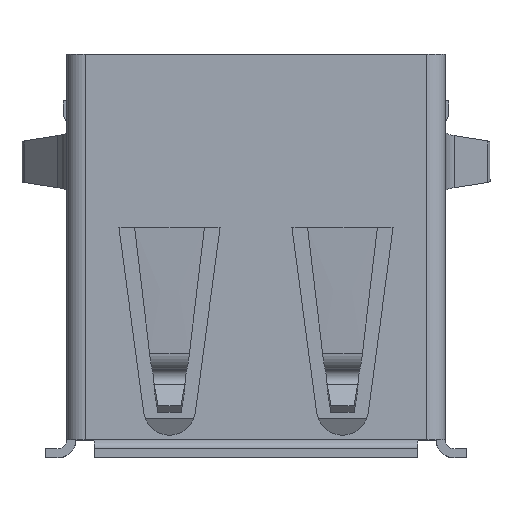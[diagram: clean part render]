
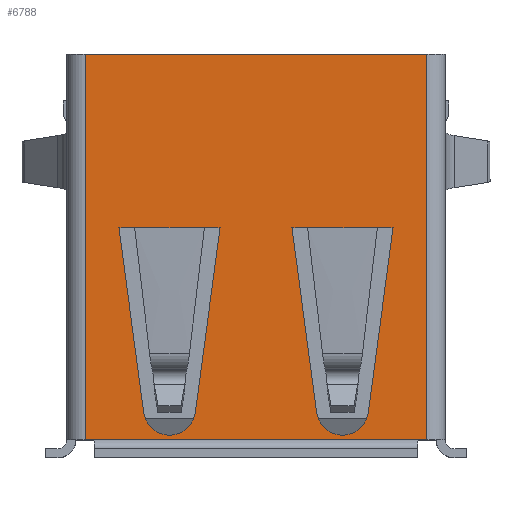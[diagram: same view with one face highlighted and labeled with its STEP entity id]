
A CAD part, top view. The second image highlights one B-rep face of the part: STEP entity #6788.
In plain terms, the highlighted planar face has unit normal (0, 0, 1).
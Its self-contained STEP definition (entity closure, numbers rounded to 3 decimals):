
#6068=CARTESIAN_POINT('',(-5.927,1.01,6.908));
#6069=VERTEX_POINT('',#6068);
#6077=CARTESIAN_POINT('',(5.927,1.01,6.908));
#6078=VERTEX_POINT('',#6077);
#6079=CARTESIAN_POINT('',(-5.927,1.01,6.908));
#6080=DIRECTION('',(1.0,0.0,0.0));
#6081=VECTOR('',#6080,11.854);
#6082=LINE('',#6079,#6081);
#6083=EDGE_CURVE('',#6069,#6078,#6082,.T.);
#6504=CARTESIAN_POINT('',(-5.607,-12.37,6.908));
#6505=VERTEX_POINT('',#6504);
#6563=CARTESIAN_POINT('',(5.607,-12.37,6.908));
#6564=VERTEX_POINT('',#6563);
#6639=CARTESIAN_POINT('',(-5.607,-12.37,6.908));
#6640=DIRECTION('',(1.0,0.0,0.0));
#6641=VECTOR('',#6640,11.214);
#6642=LINE('',#6639,#6641);
#6643=EDGE_CURVE('',#6505,#6564,#6642,.T.);
#6649=CARTESIAN_POINT('',(-6.52,1.679,6.908));
#6650=DIRECTION('',(0.0,0.0,1.0));
#6651=DIRECTION('',(0.0,-1.0,0.0));
#6652=AXIS2_PLACEMENT_3D('',#6649,#6650,#6651);
#6653=PLANE('',#6652);
#6654=CARTESIAN_POINT('',(-5.927,-12.37,6.908));
#6655=VERTEX_POINT('',#6654);
#6656=CARTESIAN_POINT('',(-5.927,-12.37,6.908));
#6657=DIRECTION('',(1.0,0.0,0.0));
#6658=VECTOR('',#6657,0.32);
#6659=LINE('',#6656,#6658);
#6660=EDGE_CURVE('',#6655,#6505,#6659,.T.);
#6661=ORIENTED_EDGE('',*,*,#6660,.T.);
#6662=ORIENTED_EDGE('',*,*,#6643,.T.);
#6663=CARTESIAN_POINT('',(5.927,-12.37,6.908));
#6664=VERTEX_POINT('',#6663);
#6665=CARTESIAN_POINT('',(5.607,-12.37,6.908));
#6666=DIRECTION('',(1.0,0.0,0.0));
#6667=VECTOR('',#6666,0.32);
#6668=LINE('',#6665,#6667);
#6669=EDGE_CURVE('',#6564,#6664,#6668,.T.);
#6670=ORIENTED_EDGE('',*,*,#6669,.T.);
#6671=CARTESIAN_POINT('',(5.927,1.01,6.908));
#6672=DIRECTION('',(0.0,-1.0,0.0));
#6673=VECTOR('',#6672,13.38);
#6674=LINE('',#6671,#6673);
#6675=EDGE_CURVE('',#6078,#6664,#6674,.T.);
#6676=ORIENTED_EDGE('',*,*,#6675,.F.);
#6677=ORIENTED_EDGE('',*,*,#6083,.F.);
#6678=CARTESIAN_POINT('',(-5.927,-12.37,6.908));
#6679=DIRECTION('',(0.0,1.0,0.0));
#6680=VECTOR('',#6679,13.38);
#6681=LINE('',#6678,#6680);
#6682=EDGE_CURVE('',#6655,#6069,#6681,.T.);
#6683=ORIENTED_EDGE('',*,*,#6682,.F.);
#6684=EDGE_LOOP('',(#6661,#6662,#6670,#6676,#6677,#6683));
#6685=FACE_OUTER_BOUND('',#6684,.T.);
#6686=CARTESIAN_POINT('',(-2.104,-11.426,6.908));
#6687=VERTEX_POINT('',#6686);
#6688=CARTESIAN_POINT('',(-1.246,-5.01,6.908));
#6689=VERTEX_POINT('',#6688);
#6690=CARTESIAN_POINT('',(-2.104,-11.426,6.908));
#6691=DIRECTION('',(0.133,0.991,0.0));
#6692=VECTOR('',#6691,6.474);
#6693=LINE('',#6690,#6692);
#6694=EDGE_CURVE('',#6687,#6689,#6693,.T.);
#6695=ORIENTED_EDGE('',*,*,#6694,.F.);
#6696=CARTESIAN_POINT('',(-3.896,-11.426,6.908));
#6697=VERTEX_POINT('',#6696);
#6698=CARTESIAN_POINT('',(-3.0,-11.306,6.908));
#6699=DIRECTION('',(0.0,0.0,1.0));
#6700=DIRECTION('',(-0.991,-0.133,0.0));
#6701=AXIS2_PLACEMENT_3D('',#6698,#6699,#6700);
#6702=CIRCLE('',#6701,0.904);
#6703=EDGE_CURVE('',#6697,#6687,#6702,.T.);
#6704=ORIENTED_EDGE('',*,*,#6703,.F.);
#6705=CARTESIAN_POINT('',(-4.754,-5.01,6.908));
#6706=VERTEX_POINT('',#6705);
#6707=CARTESIAN_POINT('',(-4.754,-5.01,6.908));
#6708=DIRECTION('',(0.133,-0.991,0.0));
#6709=VECTOR('',#6708,6.474);
#6710=LINE('',#6707,#6709);
#6711=EDGE_CURVE('',#6706,#6697,#6710,.T.);
#6712=ORIENTED_EDGE('',*,*,#6711,.F.);
#6713=CARTESIAN_POINT('',(-4.212,-5.01,6.908));
#6714=VERTEX_POINT('',#6713);
#6715=CARTESIAN_POINT('',(-4.212,-5.01,6.908));
#6716=DIRECTION('',(-1.0,0.0,0.0));
#6717=VECTOR('',#6716,0.542);
#6718=LINE('',#6715,#6717);
#6719=EDGE_CURVE('',#6714,#6706,#6718,.T.);
#6720=ORIENTED_EDGE('',*,*,#6719,.F.);
#6721=CARTESIAN_POINT('',(-1.788,-5.01,6.908));
#6722=VERTEX_POINT('',#6721);
#6723=CARTESIAN_POINT('',(-1.788,-5.01,6.908));
#6724=DIRECTION('',(-1.0,0.0,0.0));
#6725=VECTOR('',#6724,2.424);
#6726=LINE('',#6723,#6725);
#6727=EDGE_CURVE('',#6722,#6714,#6726,.T.);
#6728=ORIENTED_EDGE('',*,*,#6727,.F.);
#6729=CARTESIAN_POINT('',(-1.246,-5.01,6.908));
#6730=DIRECTION('',(-1.0,0.0,0.0));
#6731=VECTOR('',#6730,0.542);
#6732=LINE('',#6729,#6731);
#6733=EDGE_CURVE('',#6689,#6722,#6732,.T.);
#6734=ORIENTED_EDGE('',*,*,#6733,.F.);
#6735=EDGE_LOOP('',(#6695,#6704,#6712,#6720,#6728,#6734));
#6736=FACE_BOUND('',#6735,.T.);
#6737=CARTESIAN_POINT('',(1.788,-5.01,6.908));
#6738=VERTEX_POINT('',#6737);
#6739=CARTESIAN_POINT('',(1.246,-5.01,6.908));
#6740=VERTEX_POINT('',#6739);
#6741=CARTESIAN_POINT('',(1.788,-5.01,6.908));
#6742=DIRECTION('',(-1.0,0.0,0.0));
#6743=VECTOR('',#6742,0.542);
#6744=LINE('',#6741,#6743);
#6745=EDGE_CURVE('',#6738,#6740,#6744,.T.);
#6746=ORIENTED_EDGE('',*,*,#6745,.F.);
#6747=CARTESIAN_POINT('',(4.212,-5.01,6.908));
#6748=VERTEX_POINT('',#6747);
#6749=CARTESIAN_POINT('',(4.212,-5.01,6.908));
#6750=DIRECTION('',(-1.0,0.0,0.0));
#6751=VECTOR('',#6750,2.424);
#6752=LINE('',#6749,#6751);
#6753=EDGE_CURVE('',#6748,#6738,#6752,.T.);
#6754=ORIENTED_EDGE('',*,*,#6753,.F.);
#6755=CARTESIAN_POINT('',(4.754,-5.01,6.908));
#6756=VERTEX_POINT('',#6755);
#6757=CARTESIAN_POINT('',(4.754,-5.01,6.908));
#6758=DIRECTION('',(-1.0,0.0,0.0));
#6759=VECTOR('',#6758,0.542);
#6760=LINE('',#6757,#6759);
#6761=EDGE_CURVE('',#6756,#6748,#6760,.T.);
#6762=ORIENTED_EDGE('',*,*,#6761,.F.);
#6763=CARTESIAN_POINT('',(3.896,-11.426,6.908));
#6764=VERTEX_POINT('',#6763);
#6765=CARTESIAN_POINT('',(3.896,-11.426,6.908));
#6766=DIRECTION('',(0.133,0.991,0.0));
#6767=VECTOR('',#6766,6.474);
#6768=LINE('',#6765,#6767);
#6769=EDGE_CURVE('',#6764,#6756,#6768,.T.);
#6770=ORIENTED_EDGE('',*,*,#6769,.F.);
#6771=CARTESIAN_POINT('',(2.104,-11.426,6.908));
#6772=VERTEX_POINT('',#6771);
#6773=CARTESIAN_POINT('',(3.0,-11.306,6.908));
#6774=DIRECTION('',(0.0,0.0,1.0));
#6775=DIRECTION('',(-0.991,-0.133,0.0));
#6776=AXIS2_PLACEMENT_3D('',#6773,#6774,#6775);
#6777=CIRCLE('',#6776,0.904);
#6778=EDGE_CURVE('',#6772,#6764,#6777,.T.);
#6779=ORIENTED_EDGE('',*,*,#6778,.F.);
#6780=CARTESIAN_POINT('',(1.246,-5.01,6.908));
#6781=DIRECTION('',(0.133,-0.991,0.0));
#6782=VECTOR('',#6781,6.474);
#6783=LINE('',#6780,#6782);
#6784=EDGE_CURVE('',#6740,#6772,#6783,.T.);
#6785=ORIENTED_EDGE('',*,*,#6784,.F.);
#6786=EDGE_LOOP('',(#6746,#6754,#6762,#6770,#6779,#6785));
#6787=FACE_BOUND('',#6786,.T.);
#6788=ADVANCED_FACE('',(#6685,#6736,#6787),#6653,.T.);
